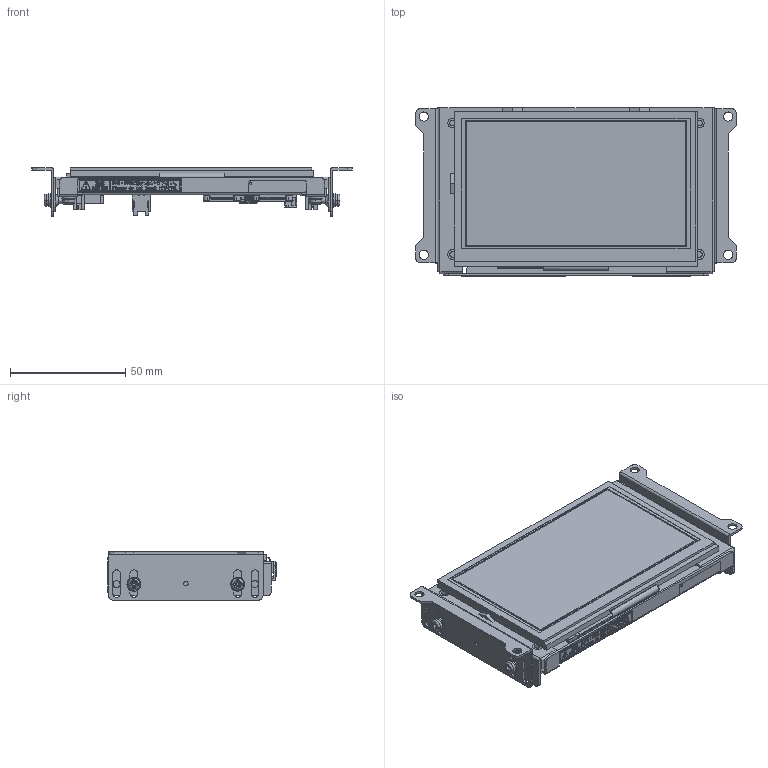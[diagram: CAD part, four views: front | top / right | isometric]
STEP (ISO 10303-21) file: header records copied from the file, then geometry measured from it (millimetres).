
FILE_DESCRIPTION(/* description */ (''),/* implementation_level */ '2;1');
FILE_NAME(/* name */ 'HP_IS731-4WQ1-D05.stp',/* time_stamp */ '2020-10-04T23:17:40+09:00',/* author */ ('KIKOU-CAD2'),/* organization */ (''),/* preprocessor_version */ 'ST-DEVELOPER v16.5',/* originating_system */ 'Autodesk Inventor 2017',/* authorisation */ '');
FILE_SCHEMA (('AUTOMOTIVE_DESIGN { 1 0 10303 214 3 1 1 }'));
Products named in the file (1): HP_IS731-4WQ1-D05
Bounding box: 139 x 73.2 x 21 mm (x, y, z)
Volume: 60581.3 mm3; surface area: 58260.7 mm2
Topology: 1 solids, 5 shells, 5561 faces, 15750 edges, 10269 vertices
Faces by surface type: plane 4115, cylinder 809, bspline 547, torus 36, sphere 36, cone 18
Full cylindrical faces by diameter (mm): 0.3 x1, 1 x2, 1.2 x2, 1.328 x1, 2 x2, 2.459 x4, 3 x4, 3.5 x4, 4 x6, 4.24 x4, 4.25 x4, 6.5 x4, 8 x8
Entity records: 181632 total; most frequent: CARTESIAN_POINT 39174, ORIENTED_EDGE 31378, DIRECTION 26676, EDGE_CURVE 15685, LINE 12548, VECTOR 12548, VERTEX_POINT 10258, AXIS2_PLACEMENT_3D 7064
